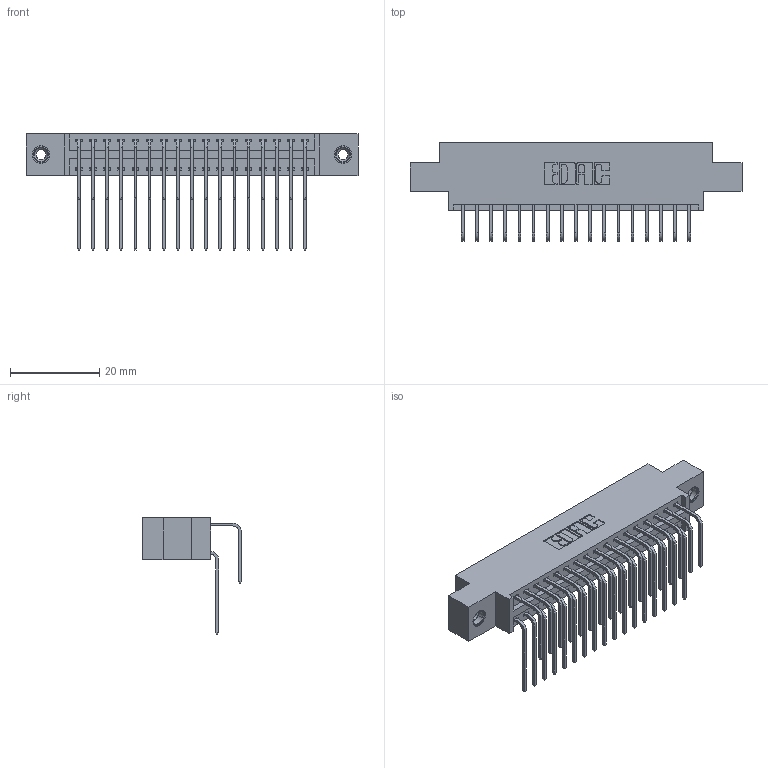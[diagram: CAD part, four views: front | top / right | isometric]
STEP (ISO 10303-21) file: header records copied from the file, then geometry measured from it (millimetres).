
FILE_DESCRIPTION (( 'STEP AP203' ), '1' );
FILE_NAME ('346-034-558-808.STEP', '2018-08-23T23:16:18', ( '' ), ( '' ), 'SwSTEP 2.0', 'SolidWorks 2016', '' );
FILE_SCHEMA (( 'CONFIG_CONTROL_DESIGN' ));
Length unit declared in the file: inch
Products named in the file (5): 345-292-001_558 559 Tail - 1; 345-292-001_558 Tail - 2; 345-250-001_345-250-003-102; 346-034-558-808; 346 Part_0.170 Offset - 0.156 Dia-TI
Assembly tree (37 placements, depth 2):
  346-034-558-808
    346 Part_0.170 Offset - 0.156 Dia-TI
    345-292-001_558 559 Tail - 1  x17
    345-292-001_558 Tail - 2  x17
    345-250-001_345-250-003-102  x2
Bounding box: 74.55 x 22.16 x 26.16 mm (x, y, z)
Volume: 7110.3 mm3; surface area: 10521.2 mm2
Topology: 37 solids, 37 shells, 2022 faces, 5951 edges, 3914 vertices
Faces by surface type: plane 1370, cylinder 636, cone 12, torus 4
Entity records: 17562 total; most frequent: CARTESIAN_POINT 2966, ORIENTED_EDGE 2842, DIRECTION 2663, EDGE_CURVE 1421, LINE 1161, VECTOR 1161, VERTEX_POINT 940, AXIS2_PLACEMENT_3D 751
